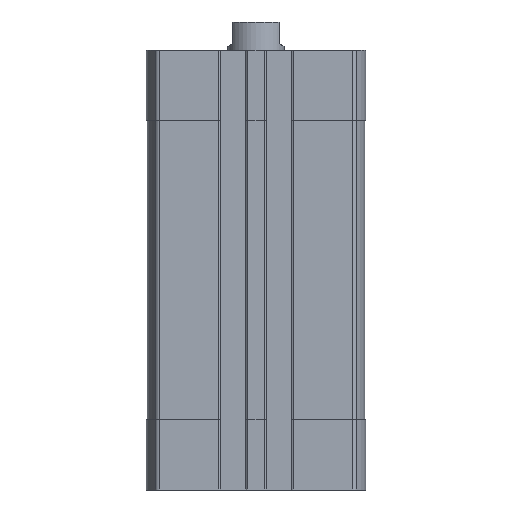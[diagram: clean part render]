
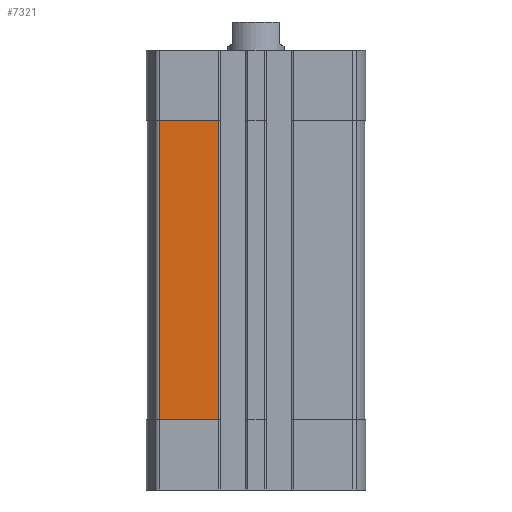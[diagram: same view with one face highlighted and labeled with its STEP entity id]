
A CAD part, left-side view. The second image highlights one B-rep face of the part: STEP entity #7321.
In plain terms, the highlighted planar face has unit normal (-1, 0, 0).
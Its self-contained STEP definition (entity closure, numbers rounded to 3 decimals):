
#101=PLANE('',#8008);
#780=LINE('',#12068,#1376);
#781=LINE('',#12070,#1377);
#782=LINE('',#12072,#1378);
#783=LINE('',#12074,#1379);
#1376=VECTOR('',#9577,1000.);
#1377=VECTOR('',#9580,1000.);
#1378=VECTOR('',#9581,1000.);
#1379=VECTOR('',#9582,1000.);
#2663=ORIENTED_EDGE('',*,*,#4411,.F.);
#2664=ORIENTED_EDGE('',*,*,#4410,.F.);
#2665=ORIENTED_EDGE('',*,*,#4412,.T.);
#2666=ORIENTED_EDGE('',*,*,#4413,.T.);
#4410=EDGE_CURVE('',#5313,#5312,#780,.T.);
#4411=EDGE_CURVE('',#5312,#5314,#781,.T.);
#4412=EDGE_CURVE('',#5313,#5315,#782,.T.);
#4413=EDGE_CURVE('',#5315,#5314,#783,.T.);
#5312=VERTEX_POINT('',#12065);
#5313=VERTEX_POINT('',#12067);
#5314=VERTEX_POINT('',#12071);
#5315=VERTEX_POINT('',#12073);
#6155=EDGE_LOOP('',(#2663,#2664,#2665,#2666));
#6681=FACE_BOUND('',#6155,.T.);
#7321=ADVANCED_FACE('',(#6681),#101,.T.);
#8008=AXIS2_PLACEMENT_3D('',#12069,#9578,#9579);
#9577=DIRECTION('',(0.,0.,1.));
#9578=DIRECTION('',(-1.,0.,0.));
#9579=DIRECTION('',(0.,0.,1.));
#9580=DIRECTION('',(0.,-1.,0.));
#9581=DIRECTION('',(0.,-1.,0.));
#9582=DIRECTION('',(0.,0.,1.));
#12065=CARTESIAN_POINT('',(-23.25,20.543,-15.));
#12067=CARTESIAN_POINT('',(-23.25,20.543,-79.));
#12068=CARTESIAN_POINT('',(-23.25,20.543,-79.));
#12069=CARTESIAN_POINT('',(-23.25,20.543,-79.));
#12070=CARTESIAN_POINT('',(-23.25,20.543,-15.));
#12071=CARTESIAN_POINT('',(-23.25,7.95,-15.));
#12072=CARTESIAN_POINT('',(-23.25,20.543,-79.));
#12073=CARTESIAN_POINT('',(-23.25,7.95,-79.));
#12074=CARTESIAN_POINT('',(-23.25,7.95,-79.));
